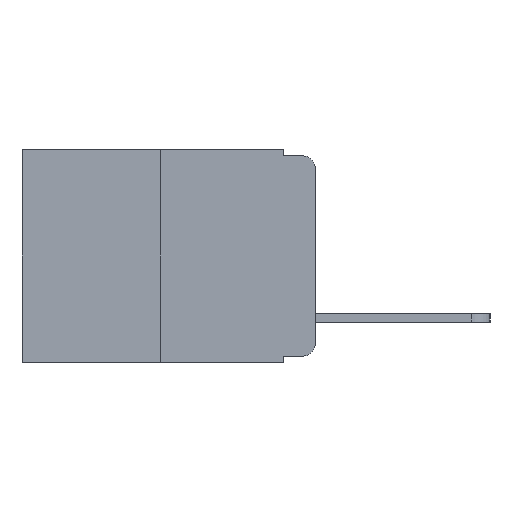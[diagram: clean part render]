
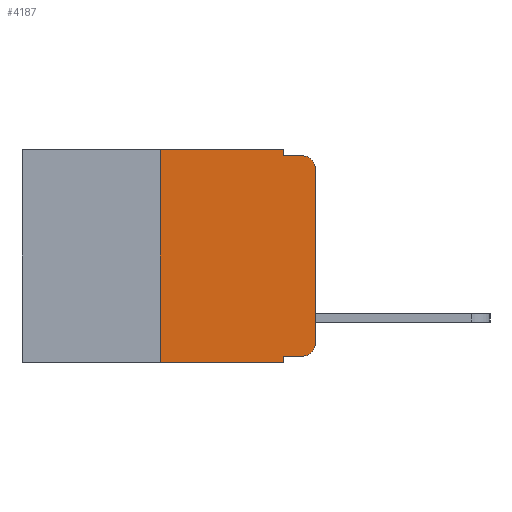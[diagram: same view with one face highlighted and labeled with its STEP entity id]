
A CAD part, left-side view. The second image highlights one B-rep face of the part: STEP entity #4187.
In plain terms, the highlighted planar face has unit normal (-1, 0, 0).
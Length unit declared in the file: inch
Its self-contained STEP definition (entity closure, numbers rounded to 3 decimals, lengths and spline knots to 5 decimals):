
#735 = DIRECTION ( 'NONE',  ( 0., 0., -1. ) ) ;
#898 = VERTEX_POINT ( 'NONE', #17184 ) ;
#1012 = VECTOR ( 'NONE', #16633, 39.37008 ) ;
#1086 = CARTESIAN_POINT ( 'NONE',  ( 0., 0.051, -0.343 ) ) ;
#1493 = VECTOR ( 'NONE', #6913, 39.37008 ) ;
#1545 = CARTESIAN_POINT ( 'NONE',  ( 0., 0., -0.03 ) ) ;
#2241 = VERTEX_POINT ( 'NONE', #5649 ) ;
#3297 = CARTESIAN_POINT ( 'NONE',  ( 0., 0.051, -0.333 ) ) ;
#3428 = LINE ( 'NONE', #19357, #11747 ) ;
#3468 = CARTESIAN_POINT ( 'NONE',  ( 0., 0.473, -0.343 ) ) ;
#3583 = VERTEX_POINT ( 'NONE', #3297 ) ;
#3818 = LINE ( 'NONE', #12574, #11643 ) ;
#3910 = ORIENTED_EDGE ( 'NONE', *, *, #4774, .T. ) ;
#3978 = VECTOR ( 'NONE', #17459, 39.37008 ) ;
#4099 = ORIENTED_EDGE ( 'NONE', *, *, #8981, .F. ) ;
#4187 = ADVANCED_FACE ( 'NONE', ( #20141 ), #14066, .F. ) ;
#4329 = AXIS2_PLACEMENT_3D ( 'NONE', #10929, #15595, #6255 ) ;
#4470 = LINE ( 'NONE', #3468, #3978 ) ;
#4483 = AXIS2_PLACEMENT_3D ( 'NONE', #6321, #17195, #7925 ) ;
#4609 = EDGE_LOOP ( 'NONE', ( #15939, #13784, #7174, #17394, #6000, #4099, #13891, #18208, #6803, #3910 ) ) ;
#4694 = DIRECTION ( 'NONE',  ( -1., 0., 0. ) ) ;
#4774 = EDGE_CURVE ( 'NONE', #16053, #10714, #17770, .T. ) ;
#4869 = VERTEX_POINT ( 'NONE', #9583 ) ;
#4992 = CARTESIAN_POINT ( 'NONE',  ( 0., 0., -0.313 ) ) ;
#5213 = LINE ( 'NONE', #8862, #1012 ) ;
#5515 = CIRCLE ( 'NONE', #4483, 0.02 ) ;
#5601 = VERTEX_POINT ( 'NONE', #1545 ) ;
#5640 = AXIS2_PLACEMENT_3D ( 'NONE', #14041, #4694, #15570 ) ;
#5649 = CARTESIAN_POINT ( 'NONE',  ( 0., 0.25, 0. ) ) ;
#6000 = ORIENTED_EDGE ( 'NONE', *, *, #13201, .F. ) ;
#6255 = DIRECTION ( 'NONE',  ( 0., 0., -1. ) ) ;
#6321 = CARTESIAN_POINT ( 'NONE',  ( 0., 0.02, -0.03 ) ) ;
#6762 = VECTOR ( 'NONE', #17376, 39.37008 ) ;
#6803 = ORIENTED_EDGE ( 'NONE', *, *, #6825, .T. ) ;
#6825 = EDGE_CURVE ( 'NONE', #3583, #16053, #3818, .T. ) ;
#6913 = DIRECTION ( 'NONE',  ( 0., 0., 1. ) ) ;
#7174 = ORIENTED_EDGE ( 'NONE', *, *, #13158, .F. ) ;
#7895 = VERTEX_POINT ( 'NONE', #1086 ) ;
#7912 = EDGE_CURVE ( 'NONE', #3583, #7895, #17385, .T. ) ;
#7925 = DIRECTION ( 'NONE',  ( 0., 0., -1. ) ) ;
#8213 = VERTEX_POINT ( 'NONE', #18874 ) ;
#8858 = EDGE_CURVE ( 'NONE', #8213, #7895, #4470, .T. ) ;
#8862 = CARTESIAN_POINT ( 'NONE',  ( 0., 0., 0. ) ) ;
#8981 = EDGE_CURVE ( 'NONE', #8213, #2241, #9392, .T. ) ;
#9392 = LINE ( 'NONE', #17788, #1493 ) ;
#9580 = DIRECTION ( 'NONE',  ( 0., -1., 0. ) ) ;
#9583 = CARTESIAN_POINT ( 'NONE',  ( 0., 0.051, 0. ) ) ;
#9993 = CARTESIAN_POINT ( 'NONE',  ( 0., 0.02, -0.333 ) ) ;
#10486 = CARTESIAN_POINT ( 'NONE',  ( 0., 0.051, 0. ) ) ;
#10714 = VERTEX_POINT ( 'NONE', #4992 ) ;
#10929 = CARTESIAN_POINT ( 'NONE',  ( 0., 0.473, 0. ) ) ;
#11643 = VECTOR ( 'NONE', #14129, 39.37008 ) ;
#11747 = VECTOR ( 'NONE', #735, 39.37008 ) ;
#12108 = EDGE_CURVE ( 'NONE', #4869, #898, #3428, .T. ) ;
#12574 = CARTESIAN_POINT ( 'NONE',  ( 0., 0.051, -0.333 ) ) ;
#12751 = CARTESIAN_POINT ( 'NONE',  ( 0., 0.473, 0. ) ) ;
#12826 = VECTOR ( 'NONE', #13625, 39.37008 ) ;
#12933 = LINE ( 'NONE', #18772, #20074 ) ;
#13158 = EDGE_CURVE ( 'NONE', #898, #14426, #12933, .T. ) ;
#13201 = EDGE_CURVE ( 'NONE', #2241, #4869, #15070, .T. ) ;
#13625 = DIRECTION ( 'NONE',  ( 0., 0., -1. ) ) ;
#13784 = ORIENTED_EDGE ( 'NONE', *, *, #15200, .T. ) ;
#13891 = ORIENTED_EDGE ( 'NONE', *, *, #8858, .T. ) ;
#14041 = CARTESIAN_POINT ( 'NONE',  ( 0., 0.02, -0.313 ) ) ;
#14066 = PLANE ( 'NONE',  #4329 ) ;
#14129 = DIRECTION ( 'NONE',  ( 0., -1., 0. ) ) ;
#14426 = VERTEX_POINT ( 'NONE', #15074 ) ;
#15070 = LINE ( 'NONE', #12751, #6762 ) ;
#15074 = CARTESIAN_POINT ( 'NONE',  ( 0., 0.02, -0.01 ) ) ;
#15200 = EDGE_CURVE ( 'NONE', #5601, #14426, #5515, .T. ) ;
#15570 = DIRECTION ( 'NONE',  ( 0., 0., -1. ) ) ;
#15595 = DIRECTION ( 'NONE',  ( 1., 0., 0. ) ) ;
#15939 = ORIENTED_EDGE ( 'NONE', *, *, #16247, .T. ) ;
#16053 = VERTEX_POINT ( 'NONE', #9993 ) ;
#16247 = EDGE_CURVE ( 'NONE', #10714, #5601, #5213, .T. ) ;
#16633 = DIRECTION ( 'NONE',  ( 0., 0., 1. ) ) ;
#17184 = CARTESIAN_POINT ( 'NONE',  ( 0., 0.051, -0.01 ) ) ;
#17195 = DIRECTION ( 'NONE',  ( -1., 0., 0. ) ) ;
#17376 = DIRECTION ( 'NONE',  ( 0., -1., 0. ) ) ;
#17385 = LINE ( 'NONE', #10486, #12826 ) ;
#17394 = ORIENTED_EDGE ( 'NONE', *, *, #12108, .F. ) ;
#17459 = DIRECTION ( 'NONE',  ( 0., -1., 0. ) ) ;
#17770 = CIRCLE ( 'NONE', #5640, 0.02 ) ;
#17788 = CARTESIAN_POINT ( 'NONE',  ( 0., 0.25, 0. ) ) ;
#18208 = ORIENTED_EDGE ( 'NONE', *, *, #7912, .F. ) ;
#18772 = CARTESIAN_POINT ( 'NONE',  ( 0., 0.051, -0.01 ) ) ;
#18874 = CARTESIAN_POINT ( 'NONE',  ( 0., 0.25, -0.343 ) ) ;
#19357 = CARTESIAN_POINT ( 'NONE',  ( 0., 0.051, 0. ) ) ;
#20074 = VECTOR ( 'NONE', #9580, 39.37008 ) ;
#20141 = FACE_OUTER_BOUND ( 'NONE', #4609, .T. ) ;
